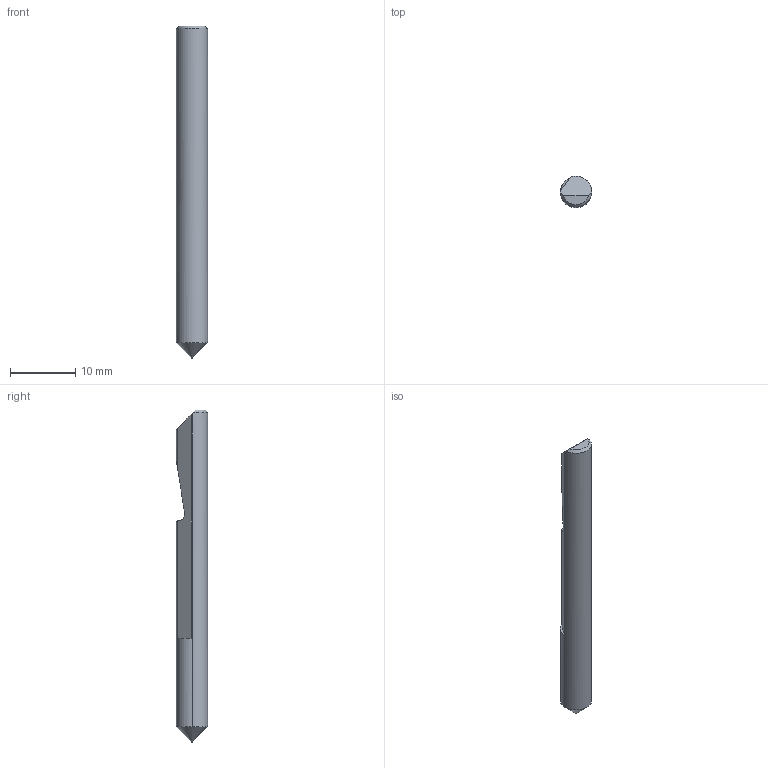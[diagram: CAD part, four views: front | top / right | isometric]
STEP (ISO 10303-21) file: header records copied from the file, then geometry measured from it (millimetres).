
FILE_DESCRIPTION (( 'STEP AP214' ), '1' );
FILE_NAME ('Micro_QSPD-187-090.STEP', '2021-09-08T19:22:54', ( '' ), ( '' ), 'SwSTEP 2.0', 'SolidWorks 2020', '' );
FILE_SCHEMA (( 'AUTOMOTIVE_DESIGN' ));
Length unit declared in the file: inch
Products named in the file (1): Micro_QSPD-187-090
Bounding box: 4.76 x 4.76 x 50.8 mm (x, y, z)
Volume: 825.5 mm3; surface area: 748.2 mm2
Topology: 1 solids, 1 shells, 13 faces, 31 edges, 20 vertices
Faces by surface type: plane 7, cone 3, cylinder 3
Entity records: 425 total; most frequent: CARTESIAN_POINT 101, ORIENTED_EDGE 62, DIRECTION 56, EDGE_CURVE 31, AXIS2_PLACEMENT_3D 21, VERTEX_POINT 20, LINE 14, VECTOR 14
